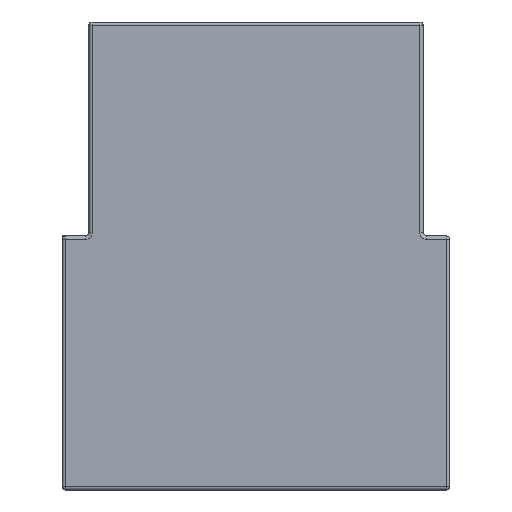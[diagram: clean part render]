
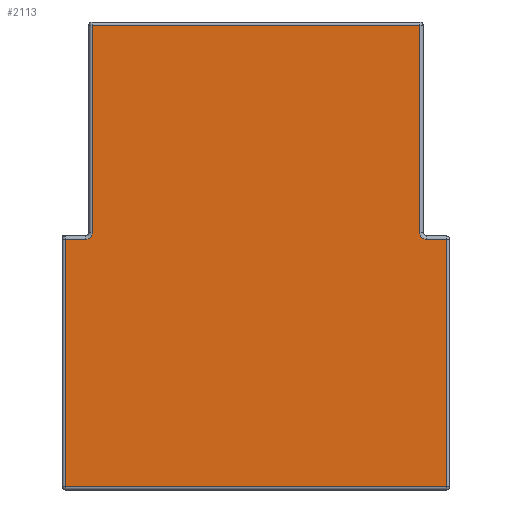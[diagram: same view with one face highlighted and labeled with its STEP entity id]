
A CAD part, left-side view. The second image highlights one B-rep face of the part: STEP entity #2113.
In plain terms, the highlighted planar face has unit normal (-1, 0, 0).
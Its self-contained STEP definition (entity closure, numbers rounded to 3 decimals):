
#10 = CARTESIAN_POINT ( 'NONE',  ( -10.25, 2.55, 3.75 ) ) ;
#57 = AXIS2_PLACEMENT_3D ( 'NONE', #3635, #1459, #806 ) ;
#78 = VECTOR ( 'NONE', #2358, 1000. ) ;
#113 = LINE ( 'NONE', #341, #3321 ) ;
#174 = LINE ( 'NONE', #1229, #3426 ) ;
#188 = CARTESIAN_POINT ( 'NONE',  ( -10.25, 2.45, 6.95 ) ) ;
#244 = CARTESIAN_POINT ( 'NONE',  ( -10.25, 2.85, 0.05 ) ) ;
#271 = VECTOR ( 'NONE', #3844, 1000. ) ;
#272 = VERTEX_POINT ( 'NONE', #2408 ) ;
#299 = EDGE_CURVE ( 'NONE', #531, #959, #3634, .T. ) ;
#341 = CARTESIAN_POINT ( 'NONE',  ( -10.25, -2.9, 3.75 ) ) ;
#466 = VECTOR ( 'NONE', #3505, 1000. ) ;
#531 = VERTEX_POINT ( 'NONE', #10 ) ;
#535 = DIRECTION ( 'NONE',  ( -1., 0., 0. ) ) ;
#553 = ORIENTED_EDGE ( 'NONE', *, *, #981, .T. ) ;
#593 = DIRECTION ( 'NONE',  ( 0., 0., -1. ) ) ;
#628 = ORIENTED_EDGE ( 'NONE', *, *, #2814, .T. ) ;
#629 = DIRECTION ( 'NONE',  ( 0., 1., 0. ) ) ;
#644 = CARTESIAN_POINT ( 'NONE',  ( -10.25, 2.85, 3.75 ) ) ;
#756 = VECTOR ( 'NONE', #3191, 1000. ) ;
#783 = EDGE_CURVE ( 'NONE', #272, #1203, #1098, .T. ) ;
#806 = DIRECTION ( 'NONE',  ( 0., 0., -1. ) ) ;
#886 = DIRECTION ( 'NONE',  ( 0., 1., 0. ) ) ;
#914 = CARTESIAN_POINT ( 'NONE',  ( -10.25, 2.45, 7. ) ) ;
#932 = EDGE_LOOP ( 'NONE', ( #2682, #3551, #2822, #2412, #628, #3397, #2723, #553, #1944, #936 ) ) ;
#936 = ORIENTED_EDGE ( 'NONE', *, *, #3158, .T. ) ;
#946 = LINE ( 'NONE', #1338, #466 ) ;
#959 = VERTEX_POINT ( 'NONE', #2467 ) ;
#981 = EDGE_CURVE ( 'NONE', #272, #3664, #946, .T. ) ;
#1098 = CIRCLE ( 'NONE', #57, 0.1 ) ;
#1189 = DIRECTION ( 'NONE',  ( 0., 0., -1. ) ) ;
#1203 = VERTEX_POINT ( 'NONE', #2698 ) ;
#1229 = CARTESIAN_POINT ( 'NONE',  ( -10.25, -2.9, 6.95 ) ) ;
#1338 = CARTESIAN_POINT ( 'NONE',  ( -10.25, -2.45, 7. ) ) ;
#1395 = CARTESIAN_POINT ( 'NONE',  ( -10.25, -2.85, 3.75 ) ) ;
#1405 = EDGE_CURVE ( 'NONE', #2566, #1500, #1588, .T. ) ;
#1459 = DIRECTION ( 'NONE',  ( -1., 0., 0. ) ) ;
#1500 = VERTEX_POINT ( 'NONE', #2601 ) ;
#1554 = VERTEX_POINT ( 'NONE', #188 ) ;
#1588 = LINE ( 'NONE', #3502, #756 ) ;
#1618 = CARTESIAN_POINT ( 'NONE',  ( -10.25, -2.85, 7. ) ) ;
#1635 = LINE ( 'NONE', #2327, #78 ) ;
#1711 = EDGE_CURVE ( 'NONE', #3664, #1554, #174, .T. ) ;
#1752 = AXIS2_PLACEMENT_3D ( 'NONE', #3421, #535, #1189 ) ;
#1770 = LINE ( 'NONE', #3461, #3017 ) ;
#1873 = EDGE_CURVE ( 'NONE', #2103, #2566, #1635, .T. ) ;
#1888 = VERTEX_POINT ( 'NONE', #1395 ) ;
#1944 = ORIENTED_EDGE ( 'NONE', *, *, #1711, .T. ) ;
#2086 = LINE ( 'NONE', #1618, #271 ) ;
#2103 = VERTEX_POINT ( 'NONE', #644 ) ;
#2113 = ADVANCED_FACE ( 'NONE', ( #3716 ), #2171, .F. ) ;
#2171 = PLANE ( 'NONE',  #2616 ) ;
#2327 = CARTESIAN_POINT ( 'NONE',  ( -10.25, 2.85, 7. ) ) ;
#2358 = DIRECTION ( 'NONE',  ( 0., 0., -1. ) ) ;
#2408 = CARTESIAN_POINT ( 'NONE',  ( -10.25, -2.45, 3.85 ) ) ;
#2412 = ORIENTED_EDGE ( 'NONE', *, *, #1405, .T. ) ;
#2467 = CARTESIAN_POINT ( 'NONE',  ( -10.25, 2.45, 3.85 ) ) ;
#2506 = CARTESIAN_POINT ( 'NONE',  ( -10.25, -2.9, 7. ) ) ;
#2566 = VERTEX_POINT ( 'NONE', #244 ) ;
#2601 = CARTESIAN_POINT ( 'NONE',  ( -10.25, -2.85, 0.05 ) ) ;
#2616 = AXIS2_PLACEMENT_3D ( 'NONE', #2506, #3777, #593 ) ;
#2682 = ORIENTED_EDGE ( 'NONE', *, *, #299, .F. ) ;
#2698 = CARTESIAN_POINT ( 'NONE',  ( -10.25, -2.55, 3.75 ) ) ;
#2723 = ORIENTED_EDGE ( 'NONE', *, *, #783, .F. ) ;
#2734 = CARTESIAN_POINT ( 'NONE',  ( -10.25, -2.45, 6.95 ) ) ;
#2781 = DIRECTION ( 'NONE',  ( 0., 0., -1. ) ) ;
#2814 = EDGE_CURVE ( 'NONE', #1500, #1888, #2086, .T. ) ;
#2822 = ORIENTED_EDGE ( 'NONE', *, *, #1873, .T. ) ;
#3017 = VECTOR ( 'NONE', #629, 1000. ) ;
#3158 = EDGE_CURVE ( 'NONE', #1554, #959, #3513, .T. ) ;
#3191 = DIRECTION ( 'NONE',  ( 0., -1., 0. ) ) ;
#3321 = VECTOR ( 'NONE', #3817, 1000. ) ;
#3397 = ORIENTED_EDGE ( 'NONE', *, *, #4085, .T. ) ;
#3421 = CARTESIAN_POINT ( 'NONE',  ( -10.25, 2.55, 3.85 ) ) ;
#3426 = VECTOR ( 'NONE', #886, 1000. ) ;
#3461 = CARTESIAN_POINT ( 'NONE',  ( -10.25, -2.9, 3.75 ) ) ;
#3502 = CARTESIAN_POINT ( 'NONE',  ( -10.25, -2.9, 0.05 ) ) ;
#3505 = DIRECTION ( 'NONE',  ( 0., 0., 1. ) ) ;
#3513 = LINE ( 'NONE', #914, #3707 ) ;
#3551 = ORIENTED_EDGE ( 'NONE', *, *, #3812, .T. ) ;
#3634 = CIRCLE ( 'NONE', #1752, 0.1 ) ;
#3635 = CARTESIAN_POINT ( 'NONE',  ( -10.25, -2.55, 3.85 ) ) ;
#3664 = VERTEX_POINT ( 'NONE', #2734 ) ;
#3707 = VECTOR ( 'NONE', #2781, 1000. ) ;
#3716 = FACE_OUTER_BOUND ( 'NONE', #932, .T. ) ;
#3777 = DIRECTION ( 'NONE',  ( 1., 0., 0. ) ) ;
#3812 = EDGE_CURVE ( 'NONE', #531, #2103, #113, .T. ) ;
#3817 = DIRECTION ( 'NONE',  ( 0., 1., 0. ) ) ;
#3844 = DIRECTION ( 'NONE',  ( 0., 0., 1. ) ) ;
#4085 = EDGE_CURVE ( 'NONE', #1888, #1203, #1770, .T. ) ;
